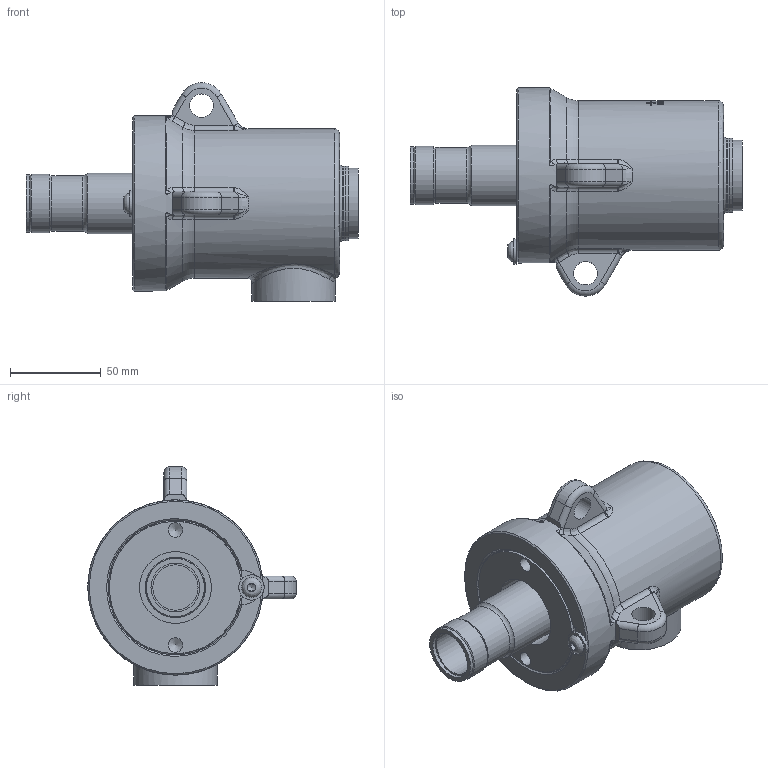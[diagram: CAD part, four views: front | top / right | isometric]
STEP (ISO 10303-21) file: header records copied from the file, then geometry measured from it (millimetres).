
FILE_DESCRIPTION(/* description */ (''),/* implementation_level */ '2;1');
FILE_NAME(/* name */ '9100-014-213-IC.stp',/* time_stamp */ '2020-05-18T13:41:28-05:00',/* author */ ('Moorera'),/* organization */ (''),/* preprocessor_version */ 'ST-DEVELOPER v18.1',/* originating_system */ 'Autodesk Inventor 2020',/* authorisation */ '');
FILE_SCHEMA (('AUTOMOTIVE_DESIGN { 1 0 10303 214 3 1 1 }'));
Products named in the file (1): 9100-014-213-IC
Bounding box: 183.39 x 115.1 x 120.7 mm (x, y, z)
Volume: 696343.9 mm3; surface area: 70407.8 mm2
Topology: 1 solids, 2 shells, 495 faces, 1314 edges, 867 vertices
Faces by surface type: bspline 258, plane 132, cylinder 78, torus 15, cone 12
Full cylindrical faces by diameter (mm): 4.978 x1, 6.35 x1, 7.4 x1, 7.9 x2, 11.1 x1, 13 x2, 14 x1, 25 x1, 27 x1, 30.291 x1, 30.59 x1, 30.89 x1, 31.8 x1, 32 x1, 32.36 x1, 33.4 x2, 39 x1, 39.7 x1, 41 x1, 41.3 x1, 46 x1, 73 x1, 82.5 x1, 96.8 x1
Entity records: 61335 total; most frequent: CARTESIAN_POINT 49794, ORIENTED_EDGE 2610, DIRECTION 1934, EDGE_CURVE 1305, VERTEX_POINT 867, AXIS2_PLACEMENT_3D 731, EDGE_LOOP 554, FACE_OUTER_BOUND 495
